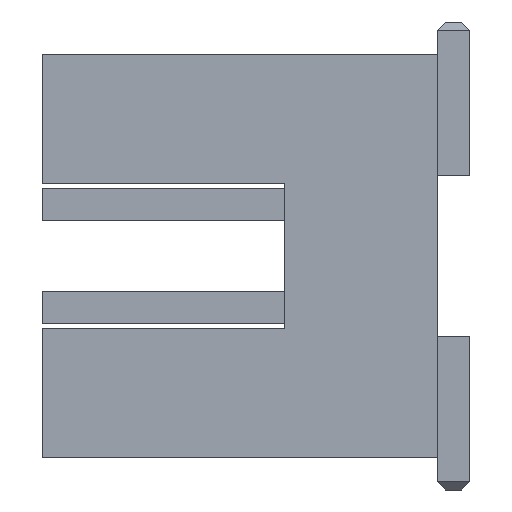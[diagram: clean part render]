
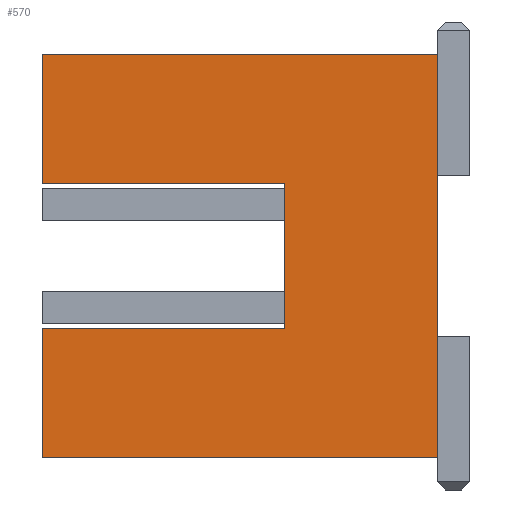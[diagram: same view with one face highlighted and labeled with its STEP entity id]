
A CAD part, left-side view. The second image highlights one B-rep face of the part: STEP entity #570.
In plain terms, the highlighted planar face has unit normal (-1, 0, 0).
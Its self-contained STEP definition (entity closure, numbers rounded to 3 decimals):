
#158 = CARTESIAN_POINT ( 'NONE',  ( -6.35, 5.3, 0.9 ) ) ;
#385 = CARTESIAN_POINT ( 'NONE',  ( -6.35, 5.3, -2.5 ) ) ;
#408 = VECTOR ( 'NONE', #4355, 1000. ) ;
#422 = EDGE_CURVE ( 'NONE', #881, #2317, #5188, .T. ) ;
#530 = CARTESIAN_POINT ( 'NONE',  ( -6.35, 5.3, -2.5 ) ) ;
#570 = ADVANCED_FACE ( 'NONE', ( #2855 ), #3275, .F. ) ;
#679 = EDGE_CURVE ( 'NONE', #5115, #4854, #3895, .T. ) ;
#881 = VERTEX_POINT ( 'NONE', #985 ) ;
#914 = VERTEX_POINT ( 'NONE', #917 ) ;
#917 = CARTESIAN_POINT ( 'NONE',  ( -6.35, 2.3, -0.9 ) ) ;
#963 = LINE ( 'NONE', #2222, #1644 ) ;
#985 = CARTESIAN_POINT ( 'NONE',  ( -6.35, 0.4, -2.5 ) ) ;
#1025 = CARTESIAN_POINT ( 'NONE',  ( -6.35, 2.3, 0.9 ) ) ;
#1064 = CARTESIAN_POINT ( 'NONE',  ( -6.35, 0.4, -2.5 ) ) ;
#1240 = EDGE_CURVE ( 'NONE', #5344, #881, #1439, .T. ) ;
#1263 = ORIENTED_EDGE ( 'NONE', *, *, #4044, .T. ) ;
#1439 = LINE ( 'NONE', #3303, #3950 ) ;
#1595 = CARTESIAN_POINT ( 'NONE',  ( -6.35, 2.3, 0.9 ) ) ;
#1644 = VECTOR ( 'NONE', #4195, 1000. ) ;
#1801 = EDGE_CURVE ( 'NONE', #5344, #3627, #3909, .T. ) ;
#1931 = ORIENTED_EDGE ( 'NONE', *, *, #1801, .F. ) ;
#1963 = EDGE_LOOP ( 'NONE', ( #2834, #5052, #3720, #1263, #1931, #2988, #5607, #3431 ) ) ;
#2222 = CARTESIAN_POINT ( 'NONE',  ( -6.35, 2.3, 0.9 ) ) ;
#2289 = DIRECTION ( 'NONE',  ( 0., 0., -1. ) ) ;
#2317 = VERTEX_POINT ( 'NONE', #5792 ) ;
#2340 = LINE ( 'NONE', #4208, #3593 ) ;
#2435 = DIRECTION ( 'NONE',  ( 0., 1., 0. ) ) ;
#2456 = CARTESIAN_POINT ( 'NONE',  ( -6.35, 5.3, -2.5 ) ) ;
#2626 = LINE ( 'NONE', #1595, #3214 ) ;
#2758 = DIRECTION ( 'NONE',  ( 1., 0., 0. ) ) ;
#2785 = CARTESIAN_POINT ( 'NONE',  ( -6.35, 5.3, -0.9 ) ) ;
#2834 = ORIENTED_EDGE ( 'NONE', *, *, #679, .F. ) ;
#2855 = FACE_OUTER_BOUND ( 'NONE', #1963, .T. ) ;
#2988 = ORIENTED_EDGE ( 'NONE', *, *, #1240, .T. ) ;
#3214 = VECTOR ( 'NONE', #4947, 1000. ) ;
#3275 = PLANE ( 'NONE',  #5766 ) ;
#3303 = CARTESIAN_POINT ( 'NONE',  ( -6.35, 5.3, -2.5 ) ) ;
#3431 = ORIENTED_EDGE ( 'NONE', *, *, #4638, .F. ) ;
#3593 = VECTOR ( 'NONE', #2435, 1000. ) ;
#3627 = VERTEX_POINT ( 'NONE', #2785 ) ;
#3720 = ORIENTED_EDGE ( 'NONE', *, *, #4317, .F. ) ;
#3895 = LINE ( 'NONE', #2456, #5399 ) ;
#3909 = LINE ( 'NONE', #5696, #4522 ) ;
#3950 = VECTOR ( 'NONE', #5552, 1000. ) ;
#4044 = EDGE_CURVE ( 'NONE', #914, #3627, #2340, .T. ) ;
#4195 = DIRECTION ( 'NONE',  ( 0., 0., 1. ) ) ;
#4208 = CARTESIAN_POINT ( 'NONE',  ( -6.35, 2.3, -0.9 ) ) ;
#4316 = DIRECTION ( 'NONE',  ( 0., 0., 1. ) ) ;
#4317 = EDGE_CURVE ( 'NONE', #914, #5053, #963, .T. ) ;
#4322 = DIRECTION ( 'NONE',  ( 0., -1., 0. ) ) ;
#4355 = DIRECTION ( 'NONE',  ( 0., 0., 1. ) ) ;
#4358 = DIRECTION ( 'NONE',  ( 0., 0., 1. ) ) ;
#4470 = EDGE_CURVE ( 'NONE', #5053, #5115, #2626, .T. ) ;
#4522 = VECTOR ( 'NONE', #4358, 1000. ) ;
#4638 = EDGE_CURVE ( 'NONE', #4854, #2317, #4762, .T. ) ;
#4762 = LINE ( 'NONE', #5741, #5363 ) ;
#4854 = VERTEX_POINT ( 'NONE', #5496 ) ;
#4947 = DIRECTION ( 'NONE',  ( 0., 1., 0. ) ) ;
#5052 = ORIENTED_EDGE ( 'NONE', *, *, #4470, .F. ) ;
#5053 = VERTEX_POINT ( 'NONE', #1025 ) ;
#5115 = VERTEX_POINT ( 'NONE', #158 ) ;
#5188 = LINE ( 'NONE', #1064, #408 ) ;
#5344 = VERTEX_POINT ( 'NONE', #385 ) ;
#5363 = VECTOR ( 'NONE', #4322, 1000. ) ;
#5399 = VECTOR ( 'NONE', #4316, 1000. ) ;
#5496 = CARTESIAN_POINT ( 'NONE',  ( -6.35, 5.3, 2.5 ) ) ;
#5552 = DIRECTION ( 'NONE',  ( 0., -1., 0. ) ) ;
#5607 = ORIENTED_EDGE ( 'NONE', *, *, #422, .T. ) ;
#5696 = CARTESIAN_POINT ( 'NONE',  ( -6.35, 5.3, -2.5 ) ) ;
#5741 = CARTESIAN_POINT ( 'NONE',  ( -6.35, 5.3, 2.5 ) ) ;
#5766 = AXIS2_PLACEMENT_3D ( 'NONE', #530, #2758, #2289 ) ;
#5792 = CARTESIAN_POINT ( 'NONE',  ( -6.35, 0.4, 2.5 ) ) ;
